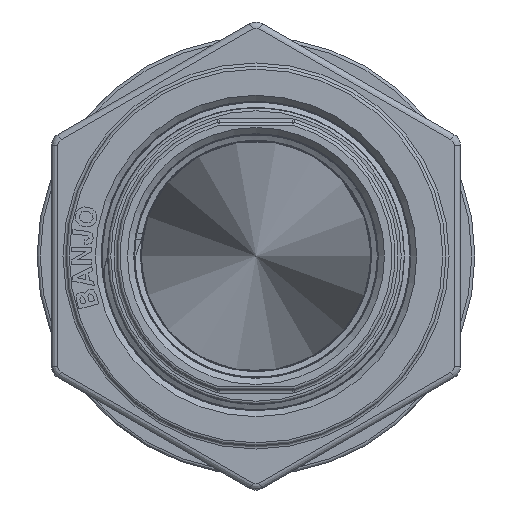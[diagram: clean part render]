
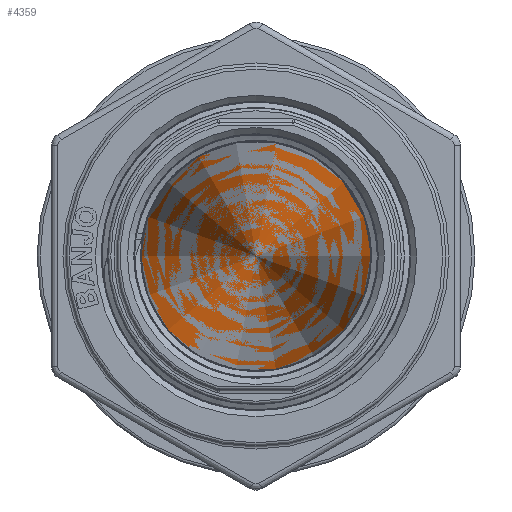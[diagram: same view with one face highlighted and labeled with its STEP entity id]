
A CAD part, left-side view. The second image highlights one B-rep face of the part: STEP entity #4359.
In plain terms, the highlighted conical face has half-angle 1.78 degrees and reference radius 29.791 mm.
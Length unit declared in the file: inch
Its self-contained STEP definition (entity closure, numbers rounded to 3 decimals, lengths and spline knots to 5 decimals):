
#494=FACE_OUTER_BOUND('',#754,.T.);
#754=EDGE_LOOP('',(#3068,#3069,#3070));
#1066=B_SPLINE_CURVE_WITH_KNOTS('',3,(#7482,#7483,#7484,#7485,#7486,#7487,
#7488,#7489,#7490,#7491,#7492,#7493,#7494,#7495,#7496,#7497,#7498,#7499,
#7500,#7501,#7502,#7503,#7504,#7505,#7506,#7507,#7508,#7509,#7510,#7511,
#7512,#7513,#7514,#7515,#7516,#7517,#7518,#7519,#7520,#7521,#7522,#7523,
#7524),.UNSPECIFIED.,.F.,.F.,(4,3,3,3,3,3,3,3,3,3,3,3,3,3,4),(-59.69026,
-59.65985,-59.16269,-58.66552,-58.16836,
-57.67119,-57.17402,-56.67686,-56.17969,
-55.68253,-55.18536,-54.6882,-54.19103,
-53.69387,-53.40708),.UNSPECIFIED.);
#1251=LINE('',#6264,#1530);
#1283=LINE('',#7525,#1562);
#1530=VECTOR('',#5086,1.17289);
#1562=VECTOR('',#5190,1.17289);
#1815=VERTEX_POINT('',#6262);
#1816=VERTEX_POINT('',#6263);
#1883=VERTEX_POINT('',#7481);
#2260=EDGE_CURVE('',#1815,#1816,#1251,.T.);
#2356=EDGE_CURVE('',#1816,#1883,#1066,.T.);
#2357=EDGE_CURVE('',#1883,#1815,#1283,.T.);
#3068=ORIENTED_EDGE('',*,*,#2260,.T.);
#3069=ORIENTED_EDGE('',*,*,#2356,.T.);
#3070=ORIENTED_EDGE('',*,*,#2357,.T.);
#4309=CONICAL_SURFACE('',#4710,1.17289,0.031);
#4359=ADVANCED_FACE('',(#494),#4309,.F.);
#4710=AXIS2_PLACEMENT_3D('',#7480,#5188,#5189);
#5086=DIRECTION('',(-1.,0.031,0.));
#5188=DIRECTION('center_axis',(1.,0.,0.));
#5189=DIRECTION('ref_axis',(0.,1.,0.));
#5190=DIRECTION('',(-1.,0.031,0.));
#6262=CARTESIAN_POINT('',(-0.91612,-1.16089,0.));
#6263=CARTESIAN_POINT('',(-0.99474,-1.15845,0.));
#6264=CARTESIAN_POINT('',(-0.53,-1.17289,0.));
#7480=CARTESIAN_POINT('Origin',(-0.53,0.,0.));
#7481=CARTESIAN_POINT('',(-0.90778,-1.16115,0.));
#7482=CARTESIAN_POINT('Ctrl Pts',(-0.99474,-1.15854,
-0.00001));
#7483=CARTESIAN_POINT('Ctrl Pts',(-0.9946,-1.15855,
-0.01175));
#7484=CARTESIAN_POINT('Ctrl Pts',(-0.99446,-1.15838,
-0.02349));
#7485=CARTESIAN_POINT('Ctrl Pts',(-0.99432,-1.15803,-0.03522));
#7486=CARTESIAN_POINT('Ctrl Pts',(-0.99203,-1.15226,
-0.22707));
#7487=CARTESIAN_POINT('Ctrl Pts',(-0.98973,-1.0978,
-0.41747));
#7488=CARTESIAN_POINT('Ctrl Pts',(-0.98744,-1.00122,
-0.58337));
#7489=CARTESIAN_POINT('Ctrl Pts',(-0.98515,-0.90464,
-0.74927));
#7490=CARTESIAN_POINT('Ctrl Pts',(-0.98285,-0.76593,
-0.89068));
#7491=CARTESIAN_POINT('Ctrl Pts',(-0.98056,-0.60189,
-0.99045));
#7492=CARTESIAN_POINT('Ctrl Pts',(-0.97827,-0.43784,
-1.09022));
#7493=CARTESIAN_POINT('Ctrl Pts',(-0.97597,-0.24846,
-1.14836));
#7494=CARTESIAN_POINT('Ctrl Pts',(-0.97368,-0.05665,
-1.15782));
#7495=CARTESIAN_POINT('Ctrl Pts',(-0.97138,0.13515,-1.16728));
#7496=CARTESIAN_POINT('Ctrl Pts',(-0.96909,0.32938,
-1.12805));
#7497=CARTESIAN_POINT('Ctrl Pts',(-0.9668,0.5025,
-1.04486));
#7498=CARTESIAN_POINT('Ctrl Pts',(-0.9645,0.67563,
-0.96168));
#7499=CARTESIAN_POINT('Ctrl Pts',(-0.96221,0.82766,-0.83454));
#7500=CARTESIAN_POINT('Ctrl Pts',(-0.95992,0.94018,
-0.67883));
#7501=CARTESIAN_POINT('Ctrl Pts',(-0.95762,1.05269,-0.52312));
#7502=CARTESIAN_POINT('Ctrl Pts',(-0.95533,1.12569,-0.33883));
#7503=CARTESIAN_POINT('Ctrl Pts',(-0.95304,1.15033,-0.14828));
#7504=CARTESIAN_POINT('Ctrl Pts',(-0.95074,1.17496,0.04228));
#7505=CARTESIAN_POINT('Ctrl Pts',(-0.94845,1.15123,0.23911));
#7506=CARTESIAN_POINT('Ctrl Pts',(-0.94615,1.08199,0.41839));
#7507=CARTESIAN_POINT('Ctrl Pts',(-0.94386,1.01274,0.59766));
#7508=CARTESIAN_POINT('Ctrl Pts',(-0.94157,0.89798,0.75937));
#7509=CARTESIAN_POINT('Ctrl Pts',(-0.93927,0.75159,
0.88394));
#7510=CARTESIAN_POINT('Ctrl Pts',(-0.93698,0.6052,
1.0085));
#7511=CARTESIAN_POINT('Ctrl Pts',(-0.93469,0.42718,
1.09592));
#7512=CARTESIAN_POINT('Ctrl Pts',(-0.93239,0.23907,
1.1356));
#7513=CARTESIAN_POINT('Ctrl Pts',(-0.9301,0.05096,
1.17527));
#7514=CARTESIAN_POINT('Ctrl Pts',(-0.92781,-0.14725,
1.1672));
#7515=CARTESIAN_POINT('Ctrl Pts',(-0.92551,-0.33154,
1.11234));
#7516=CARTESIAN_POINT('Ctrl Pts',(-0.92322,-0.51584,
1.05749));
#7517=CARTESIAN_POINT('Ctrl Pts',(-0.92092,-0.68623,
0.95584));
#7518=CARTESIAN_POINT('Ctrl Pts',(-0.91863,-0.82207,
0.81971));
#7519=CARTESIAN_POINT('Ctrl Pts',(-0.91634,-0.95792,
0.68357));
#7520=CARTESIAN_POINT('Ctrl Pts',(-0.91404,-1.05922,0.51294));
#7521=CARTESIAN_POINT('Ctrl Pts',(-0.91175,-1.1137,0.32846));
#7522=CARTESIAN_POINT('Ctrl Pts',(-0.91043,-1.14513,0.22204));
#7523=CARTESIAN_POINT('Ctrl Pts',(-0.9091,-1.16098,
0.11101));
#7524=CARTESIAN_POINT('Ctrl Pts',(-0.90778,-1.16106,
-0.00001));
#7525=CARTESIAN_POINT('',(-0.53,-1.17289,0.));
